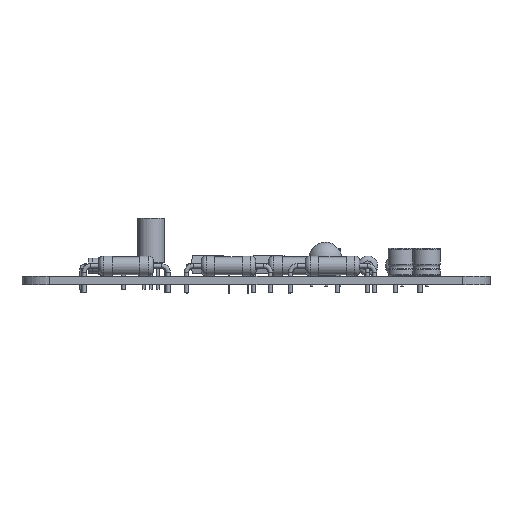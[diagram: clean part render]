
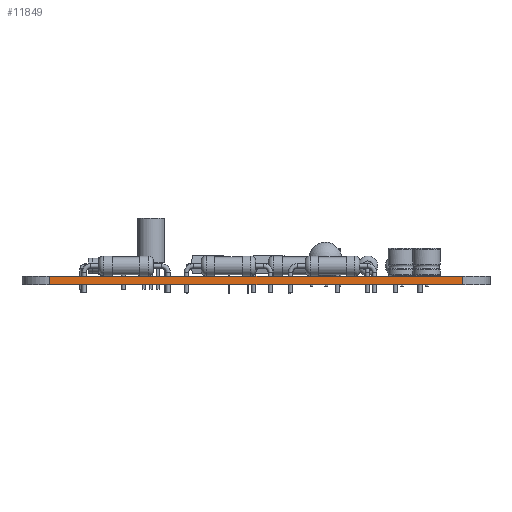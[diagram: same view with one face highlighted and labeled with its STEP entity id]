
A CAD part, left-side view. The second image highlights one B-rep face of the part: STEP entity #11849.
In plain terms, the highlighted planar face has unit normal (-1, 0, 0).
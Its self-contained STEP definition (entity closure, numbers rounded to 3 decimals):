
#9410 = VERTEX_POINT('',#9411);
#9411 = CARTESIAN_POINT('',(35.,-45.,0.));
#9418 = EDGE_CURVE('',#9419,#9410,#9421,.T.);
#9419 = VERTEX_POINT('',#9420);
#9420 = CARTESIAN_POINT('',(35.,-120.,0.));
#9421 = LINE('',#9422,#9423);
#9422 = CARTESIAN_POINT('',(35.,-120.,0.));
#9423 = VECTOR('',#9424,1.);
#9424 = DIRECTION('',(0.,1.,0.));
#10603 = VERTEX_POINT('',#10604);
#10604 = CARTESIAN_POINT('',(35.,-45.,1.6));
#10611 = EDGE_CURVE('',#10612,#10603,#10614,.T.);
#10612 = VERTEX_POINT('',#10613);
#10613 = CARTESIAN_POINT('',(35.,-120.,1.6));
#10614 = LINE('',#10615,#10616);
#10615 = CARTESIAN_POINT('',(35.,-120.,1.6));
#10616 = VECTOR('',#10617,1.);
#10617 = DIRECTION('',(0.,1.,0.));
#11819 = EDGE_CURVE('',#9410,#10603,#11820,.T.);
#11820 = LINE('',#11821,#11822);
#11821 = CARTESIAN_POINT('',(35.,-45.,0.));
#11822 = VECTOR('',#11823,1.);
#11823 = DIRECTION('',(0.,0.,1.));
#11849 = ADVANCED_FACE('',(#11850),#11861,.T.);
#11850 = FACE_BOUND('',#11851,.T.);
#11851 = EDGE_LOOP('',(#11852,#11858,#11859,#11860));
#11852 = ORIENTED_EDGE('',*,*,#11853,.T.);
#11853 = EDGE_CURVE('',#9419,#10612,#11854,.T.);
#11854 = LINE('',#11855,#11856);
#11855 = CARTESIAN_POINT('',(35.,-120.,0.));
#11856 = VECTOR('',#11857,1.);
#11857 = DIRECTION('',(0.,0.,1.));
#11858 = ORIENTED_EDGE('',*,*,#10611,.T.);
#11859 = ORIENTED_EDGE('',*,*,#11819,.F.);
#11860 = ORIENTED_EDGE('',*,*,#9418,.F.);
#11861 = PLANE('',#11862);
#11862 = AXIS2_PLACEMENT_3D('',#11863,#11864,#11865);
#11863 = CARTESIAN_POINT('',(35.,-120.,0.));
#11864 = DIRECTION('',(-1.,0.,0.));
#11865 = DIRECTION('',(0.,1.,0.));
